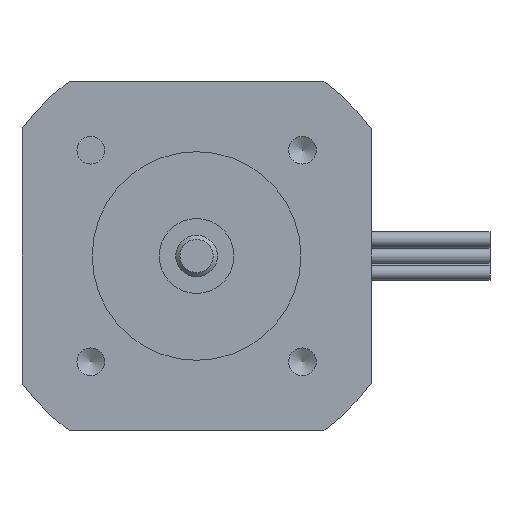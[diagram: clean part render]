
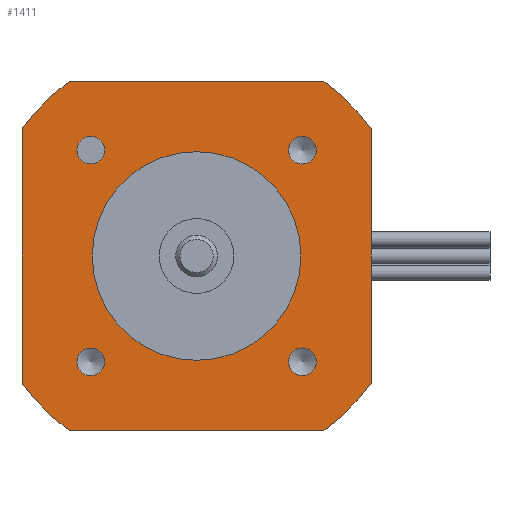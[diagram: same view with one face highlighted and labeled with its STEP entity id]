
A CAD part, left-side view. The second image highlights one B-rep face of the part: STEP entity #1411.
In plain terms, the highlighted planar face has unit normal (-1, 0, 0).
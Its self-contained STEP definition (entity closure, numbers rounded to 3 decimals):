
#82=FACE_BOUND('',#199,.T.);
#83=FACE_BOUND('',#200,.T.);
#84=FACE_BOUND('',#201,.T.);
#85=FACE_BOUND('',#202,.T.);
#86=FACE_BOUND('',#203,.T.);
#99=FACE_OUTER_BOUND('',#198,.T.);
#198=EDGE_LOOP('',(#956,#957,#958,#959,#960,#961,#962,#963));
#199=EDGE_LOOP('',(#964,#965));
#200=EDGE_LOOP('',(#966));
#201=EDGE_LOOP('',(#967));
#202=EDGE_LOOP('',(#968));
#203=EDGE_LOOP('',(#969));
#314=LINE('',#2263,#407);
#315=LINE('',#2267,#408);
#316=LINE('',#2271,#409);
#317=LINE('',#2274,#410);
#407=VECTOR('',#1750,30.66);
#408=VECTOR('',#1753,30.66);
#409=VECTOR('',#1756,30.66);
#410=VECTOR('',#1759,30.66);
#500=CIRCLE('',#1536,26.);
#501=CIRCLE('',#1537,26.);
#502=CIRCLE('',#1538,26.);
#503=CIRCLE('',#1539,26.);
#504=CIRCLE('',#1540,12.55);
#505=CIRCLE('',#1541,12.55);
#506=CIRCLE('',#1542,1.666);
#507=CIRCLE('',#1543,1.666);
#508=CIRCLE('',#1544,1.666);
#509=CIRCLE('',#1545,1.666);
#610=VERTEX_POINT('',#2259);
#611=VERTEX_POINT('',#2260);
#612=VERTEX_POINT('',#2262);
#613=VERTEX_POINT('',#2264);
#614=VERTEX_POINT('',#2266);
#615=VERTEX_POINT('',#2268);
#616=VERTEX_POINT('',#2270);
#617=VERTEX_POINT('',#2272);
#618=VERTEX_POINT('',#2275);
#619=VERTEX_POINT('',#2276);
#620=VERTEX_POINT('',#2279);
#621=VERTEX_POINT('',#2281);
#622=VERTEX_POINT('',#2283);
#623=VERTEX_POINT('',#2285);
#753=EDGE_CURVE('',#610,#611,#500,.T.);
#754=EDGE_CURVE('',#612,#610,#314,.T.);
#755=EDGE_CURVE('',#613,#612,#501,.T.);
#756=EDGE_CURVE('',#614,#613,#315,.T.);
#757=EDGE_CURVE('',#615,#614,#502,.T.);
#758=EDGE_CURVE('',#616,#615,#316,.T.);
#759=EDGE_CURVE('',#617,#616,#503,.T.);
#760=EDGE_CURVE('',#611,#617,#317,.T.);
#761=EDGE_CURVE('',#618,#619,#504,.T.);
#762=EDGE_CURVE('',#619,#618,#505,.T.);
#763=EDGE_CURVE('',#620,#620,#506,.T.);
#764=EDGE_CURVE('',#621,#621,#507,.T.);
#765=EDGE_CURVE('',#622,#622,#508,.T.);
#766=EDGE_CURVE('',#623,#623,#509,.T.);
#956=ORIENTED_EDGE('',*,*,#753,.F.);
#957=ORIENTED_EDGE('',*,*,#754,.F.);
#958=ORIENTED_EDGE('',*,*,#755,.F.);
#959=ORIENTED_EDGE('',*,*,#756,.F.);
#960=ORIENTED_EDGE('',*,*,#757,.F.);
#961=ORIENTED_EDGE('',*,*,#758,.F.);
#962=ORIENTED_EDGE('',*,*,#759,.F.);
#963=ORIENTED_EDGE('',*,*,#760,.F.);
#964=ORIENTED_EDGE('',*,*,#761,.F.);
#965=ORIENTED_EDGE('',*,*,#762,.F.);
#966=ORIENTED_EDGE('',*,*,#763,.F.);
#967=ORIENTED_EDGE('',*,*,#764,.F.);
#968=ORIENTED_EDGE('',*,*,#765,.F.);
#969=ORIENTED_EDGE('',*,*,#766,.F.);
#1362=PLANE('',#1535);
#1411=ADVANCED_FACE('',(#99,#82,#83,#84,#85,#86),#1362,.F.);
#1535=AXIS2_PLACEMENT_3D('',#2258,#1746,#1747);
#1536=AXIS2_PLACEMENT_3D('',#2261,#1748,#1749);
#1537=AXIS2_PLACEMENT_3D('',#2265,#1751,#1752);
#1538=AXIS2_PLACEMENT_3D('',#2269,#1754,#1755);
#1539=AXIS2_PLACEMENT_3D('',#2273,#1757,#1758);
#1540=AXIS2_PLACEMENT_3D('',#2277,#1760,#1761);
#1541=AXIS2_PLACEMENT_3D('',#2278,#1762,#1763);
#1542=AXIS2_PLACEMENT_3D('',#2280,#1764,#1765);
#1543=AXIS2_PLACEMENT_3D('',#2282,#1766,#1767);
#1544=AXIS2_PLACEMENT_3D('',#2284,#1768,#1769);
#1545=AXIS2_PLACEMENT_3D('',#2286,#1770,#1771);
#1746=DIRECTION('center_axis',(1.,0.,0.));
#1747=DIRECTION('ref_axis',(0.,0.,
-1.));
#1748=DIRECTION('center_axis',(1.,0.,0.));
#1749=DIRECTION('ref_axis',(0.,0.808,0.59));
#1750=DIRECTION('',(0.,0.,1.));
#1751=DIRECTION('center_axis',(1.,0.,0.));
#1752=DIRECTION('ref_axis',(0.,0.59,-0.808));
#1753=DIRECTION('',(0.,1.,0.));
#1754=DIRECTION('center_axis',(1.,0.,0.));
#1755=DIRECTION('ref_axis',(0.,-0.808,-0.59));
#1756=DIRECTION('',(0.,0.,-1.));
#1757=DIRECTION('center_axis',(1.,0.,0.));
#1758=DIRECTION('ref_axis',(0.,-0.59,0.808));
#1759=DIRECTION('',(0.,-1.,0.));
#1760=DIRECTION('center_axis',(-1.,0.,0.));
#1761=DIRECTION('ref_axis',(0.,0.,
1.));
#1762=DIRECTION('center_axis',(-1.,0.,0.));
#1763=DIRECTION('ref_axis',(0.,0.,
1.));
#1764=DIRECTION('center_axis',(-1.,0.,0.));
#1765=DIRECTION('ref_axis',(0.,0.,
-1.));
#1766=DIRECTION('center_axis',(-1.,0.,0.));
#1767=DIRECTION('ref_axis',(0.,-1.,0.));
#1768=DIRECTION('center_axis',(-1.,0.,0.));
#1769=DIRECTION('ref_axis',(0.,0.,
1.));
#1770=DIRECTION('center_axis',(-1.,0.,0.));
#1771=DIRECTION('ref_axis',(0.,1.,0.));
#2258=CARTESIAN_POINT('Origin',(-38.7,-13.2,-71.8));
#2259=CARTESIAN_POINT('',(-38.7,7.8,-56.47));
#2260=CARTESIAN_POINT('',(-38.7,2.13,-50.8));
#2261=CARTESIAN_POINT('Origin',(-38.7,-13.2,-71.8));
#2262=CARTESIAN_POINT('',(-38.7,7.8,-87.13));
#2263=CARTESIAN_POINT('',(-38.7,7.8,-87.13));
#2264=CARTESIAN_POINT('',(-38.7,2.13,-92.799));
#2265=CARTESIAN_POINT('Origin',(-38.7,-13.2,-71.8));
#2266=CARTESIAN_POINT('',(-38.7,-28.53,-92.799));
#2267=CARTESIAN_POINT('',(-38.7,-28.53,-92.799));
#2268=CARTESIAN_POINT('',(-38.7,-34.2,-87.13));
#2269=CARTESIAN_POINT('Origin',(-38.7,-13.2,-71.8));
#2270=CARTESIAN_POINT('',(-38.7,-34.2,-56.47));
#2271=CARTESIAN_POINT('',(-38.7,-34.2,-56.47));
#2272=CARTESIAN_POINT('',(-38.7,-28.53,-50.8));
#2273=CARTESIAN_POINT('Origin',(-38.7,-13.2,-71.8));
#2274=CARTESIAN_POINT('',(-38.7,2.13,-50.8));
#2275=CARTESIAN_POINT('',(-38.7,-13.2,-59.25));
#2276=CARTESIAN_POINT('',(-38.7,-13.2,-84.35));
#2277=CARTESIAN_POINT('Origin',(-38.7,-13.2,-71.8));
#2278=CARTESIAN_POINT('Origin',(-38.7,-13.2,-71.8));
#2279=CARTESIAN_POINT('',(-38.7,-0.472,-57.406));
#2280=CARTESIAN_POINT('Origin',(-38.7,-0.472,-59.072));
#2281=CARTESIAN_POINT('',(-38.7,1.194,-84.528));
#2282=CARTESIAN_POINT('Origin',(-38.7,-0.472,-84.528));
#2283=CARTESIAN_POINT('',(-38.7,-25.928,-86.194));
#2284=CARTESIAN_POINT('Origin',(-38.7,-25.928,-84.528));
#2285=CARTESIAN_POINT('',(-38.7,-27.594,-59.072));
#2286=CARTESIAN_POINT('Origin',(-38.7,-25.928,-59.072));
